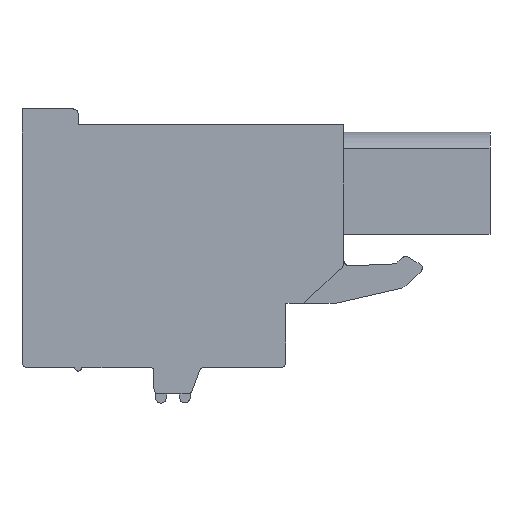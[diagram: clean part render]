
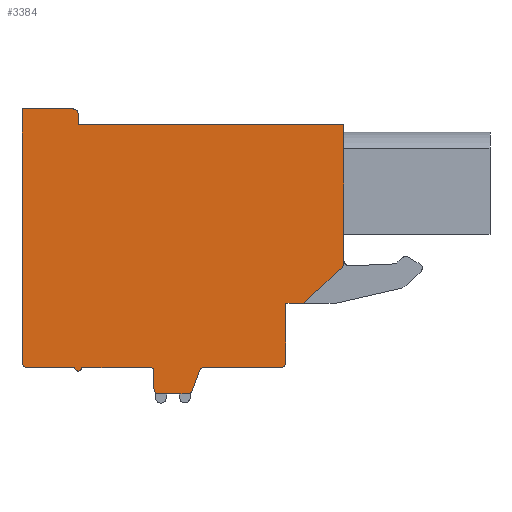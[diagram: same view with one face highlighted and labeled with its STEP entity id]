
A CAD part, left-side view. The second image highlights one B-rep face of the part: STEP entity #3384.
In plain terms, the highlighted planar face has unit normal (-1, 0, 0).
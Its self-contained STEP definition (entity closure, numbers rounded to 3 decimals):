
#188=DIRECTION('',(0.,0.,1.));
#189=VECTOR('',#188,7.87);
#190=CARTESIAN_POINT('',(-10.78,-5.66,-0.91));
#191=LINE('',#190,#189);
#988=CARTESIAN_POINT('',(-10.78,-5.36,-0.91));
#989=DIRECTION('',(1.,0.,0.));
#990=DIRECTION('',(0.,-1.,0.));
#991=AXIS2_PLACEMENT_3D('',#988,#989,#990);
#993=DIRECTION('',(0.,0.731,-0.683));
#994=VECTOR('',#993,3.018);
#995=CARTESIAN_POINT('',(-10.78,-5.565,-1.129));
#996=LINE('',#995,#994);
#997=DIRECTION('',(0.,1.,0.));
#998=VECTOR('',#997,1.);
#999=CARTESIAN_POINT('',(-10.78,-3.36,-3.19));
#1000=LINE('',#999,#998);
#1001=DIRECTION('',(0.,0.,-1.));
#1002=VECTOR('',#1001,3.35);
#1003=CARTESIAN_POINT('',(-10.78,-2.36,-3.19));
#1004=LINE('',#1003,#1002);
#1005=CARTESIAN_POINT('',(-10.78,-2.06,-6.54));
#1006=DIRECTION('',(1.,0.,0.));
#1007=DIRECTION('',(0.,-1.,0.));
#1008=AXIS2_PLACEMENT_3D('',#1005,#1006,#1007);
#1010=DIRECTION('',(0.,1.,0.));
#1011=VECTOR('',#1010,4.34);
#1012=CARTESIAN_POINT('',(-10.78,-2.06,-6.84));
#1013=LINE('',#1012,#1011);
#1014=CARTESIAN_POINT('',(-10.78,2.28,-7.14));
#1015=DIRECTION('',(-1.,0.,0.));
#1016=DIRECTION('',(0.,0.,1.));
#1017=AXIS2_PLACEMENT_3D('',#1014,#1015,#1016);
#1019=DIRECTION('',(0.,0.345,-0.939));
#1020=VECTOR('',#1019,1.179);
#1021=CARTESIAN_POINT('',(-10.78,2.562,-7.037));
#1022=LINE('',#1021,#1020);
#1023=CARTESIAN_POINT('',(-10.78,3.25,-8.04));
#1024=DIRECTION('',(1.,0.,0.));
#1025=DIRECTION('',(0.,-0.939,-0.345));
#1026=AXIS2_PLACEMENT_3D('',#1023,#1024,#1025);
#1028=DIRECTION('',(0.,1.,0.));
#1029=VECTOR('',#1028,1.59);
#1030=CARTESIAN_POINT('',(-10.78,3.25,-8.34));
#1031=LINE('',#1030,#1029);
#1032=CARTESIAN_POINT('',(-10.78,4.84,-8.04));
#1033=DIRECTION('',(1.,0.,0.));
#1034=DIRECTION('',(0.,0.,-1.));
#1035=AXIS2_PLACEMENT_3D('',#1032,#1033,#1034);
#1037=DIRECTION('',(0.,0.,1.));
#1038=VECTOR('',#1037,1.);
#1039=CARTESIAN_POINT('',(-10.78,5.14,-8.04));
#1040=LINE('',#1039,#1038);
#1041=CARTESIAN_POINT('',(-10.78,5.34,-7.04));
#1042=DIRECTION('',(-1.,0.,0.));
#1043=DIRECTION('',(0.,-1.,0.));
#1044=AXIS2_PLACEMENT_3D('',#1041,#1042,#1043);
#1046=DIRECTION('',(0.,1.,0.));
#1047=VECTOR('',#1046,3.9);
#1048=CARTESIAN_POINT('',(-10.78,5.34,-6.84));
#1049=LINE('',#1048,#1047);
#1050=CARTESIAN_POINT('',(-10.78,9.44,-6.84));
#1051=DIRECTION('',(1.,0.,0.));
#1052=DIRECTION('',(0.,-1.,0.));
#1053=AXIS2_PLACEMENT_3D('',#1050,#1051,#1052);
#1055=DIRECTION('',(0.,1.,0.));
#1056=VECTOR('',#1055,2.7);
#1057=CARTESIAN_POINT('',(-10.78,9.64,-6.84));
#1058=LINE('',#1057,#1056);
#1059=CARTESIAN_POINT('',(-10.78,12.34,-6.54));
#1060=DIRECTION('',(1.,0.,0.));
#1061=DIRECTION('',(0.,0.,-1.));
#1062=AXIS2_PLACEMENT_3D('',#1059,#1060,#1061);
#1064=DIRECTION('',(0.,0.,1.));
#1065=VECTOR('',#1064,14.4);
#1066=CARTESIAN_POINT('',(-10.78,12.64,-6.54));
#1067=LINE('',#1066,#1065);
#1068=DIRECTION('',(0.,-1.,0.));
#1069=VECTOR('',#1068,2.9);
#1070=CARTESIAN_POINT('',(-10.78,12.64,7.86));
#1071=LINE('',#1070,#1069);
#1072=CARTESIAN_POINT('',(-10.78,9.74,7.56));
#1073=DIRECTION('',(1.,0.,0.));
#1074=DIRECTION('',(0.,0.,1.));
#1075=AXIS2_PLACEMENT_3D('',#1072,#1073,#1074);
#1077=DIRECTION('',(0.,0.,-1.));
#1078=VECTOR('',#1077,0.6);
#1079=CARTESIAN_POINT('',(-10.78,9.44,7.56));
#1080=LINE('',#1079,#1078);
#1081=DIRECTION('',(0.,-1.,0.));
#1082=VECTOR('',#1081,15.1);
#1083=CARTESIAN_POINT('',(-10.78,9.44,6.96));
#1084=LINE('',#1083,#1082);
#1569=CARTESIAN_POINT('',(-10.78,9.44,6.96));
#1570=CARTESIAN_POINT('',(-10.78,-5.66,6.96));
#1571=VERTEX_POINT('',#1569);
#1572=VERTEX_POINT('',#1570);
#1573=CARTESIAN_POINT('',(-10.78,-5.66,-0.91));
#1574=CARTESIAN_POINT('',(-10.78,-5.565,-1.129));
#1575=VERTEX_POINT('',#1573);
#1576=VERTEX_POINT('',#1574);
#1577=CARTESIAN_POINT('',(-10.78,-3.36,-3.19));
#1578=VERTEX_POINT('',#1577);
#1579=CARTESIAN_POINT('',(-10.78,-2.36,-3.19));
#1580=VERTEX_POINT('',#1579);
#1581=CARTESIAN_POINT('',(-10.78,-2.36,-6.54));
#1582=VERTEX_POINT('',#1581);
#1583=CARTESIAN_POINT('',(-10.78,-2.06,-6.84));
#1584=VERTEX_POINT('',#1583);
#1585=CARTESIAN_POINT('',(-10.78,2.28,-6.84));
#1586=VERTEX_POINT('',#1585);
#1587=CARTESIAN_POINT('',(-10.78,2.562,-7.037));
#1588=VERTEX_POINT('',#1587);
#1589=CARTESIAN_POINT('',(-10.78,2.968,-8.143));
#1590=VERTEX_POINT('',#1589);
#1591=CARTESIAN_POINT('',(-10.78,3.25,-8.34));
#1592=VERTEX_POINT('',#1591);
#1593=CARTESIAN_POINT('',(-10.78,4.84,-8.34));
#1594=VERTEX_POINT('',#1593);
#1595=CARTESIAN_POINT('',(-10.78,5.14,-8.04));
#1596=VERTEX_POINT('',#1595);
#1597=CARTESIAN_POINT('',(-10.78,5.14,-7.04));
#1598=VERTEX_POINT('',#1597);
#1599=CARTESIAN_POINT('',(-10.78,5.34,-6.84));
#1600=VERTEX_POINT('',#1599);
#1601=CARTESIAN_POINT('',(-10.78,9.24,-6.84));
#1602=VERTEX_POINT('',#1601);
#1603=CARTESIAN_POINT('',(-10.78,9.64,-6.84));
#1604=VERTEX_POINT('',#1603);
#1605=CARTESIAN_POINT('',(-10.78,12.34,-6.84));
#1606=VERTEX_POINT('',#1605);
#1607=CARTESIAN_POINT('',(-10.78,12.64,-6.54));
#1608=VERTEX_POINT('',#1607);
#1609=CARTESIAN_POINT('',(-10.78,12.64,7.86));
#1610=VERTEX_POINT('',#1609);
#1611=CARTESIAN_POINT('',(-10.78,9.74,7.86));
#1612=VERTEX_POINT('',#1611);
#1613=CARTESIAN_POINT('',(-10.78,9.44,7.56));
#1614=VERTEX_POINT('',#1613);
#3346=CARTESIAN_POINT('',(-10.78,0.,0.));
#3347=DIRECTION('',(1.,0.,0.));
#3348=DIRECTION('',(0.,-1.,0.));
#3349=AXIS2_PLACEMENT_3D('',#3346,#3347,#3348);
#3350=PLANE('',#3349);
#3351=ORIENTED_EDGE('',*,*,#2062,.F.);
#3352=ORIENTED_EDGE('',*,*,#2683,.T.);
#3353=ORIENTED_EDGE('',*,*,#2710,.T.);
#3354=ORIENTED_EDGE('',*,*,#2743,.T.);
#3355=ORIENTED_EDGE('',*,*,#2872,.T.);
#3356=ORIENTED_EDGE('',*,*,#2886,.T.);
#3357=ORIENTED_EDGE('',*,*,#2903,.T.);
#3358=ORIENTED_EDGE('',*,*,#3080,.T.);
#3359=ORIENTED_EDGE('',*,*,#3123,.T.);
#3360=ORIENTED_EDGE('',*,*,#3166,.T.);
#3361=ORIENTED_EDGE('',*,*,#3209,.T.);
#3362=ORIENTED_EDGE('',*,*,#3252,.T.);
#3363=ORIENTED_EDGE('',*,*,#3292,.T.);
#3364=ORIENTED_EDGE('',*,*,#3014,.T.);
#3365=ORIENTED_EDGE('',*,*,#2916,.T.);
#3367=ORIENTED_EDGE('',*,*,#3366,.T.);
#3369=ORIENTED_EDGE('',*,*,#3368,.T.);
#3371=ORIENTED_EDGE('',*,*,#3370,.T.);
#3373=ORIENTED_EDGE('',*,*,#3372,.T.);
#3375=ORIENTED_EDGE('',*,*,#3374,.T.);
#3377=ORIENTED_EDGE('',*,*,#3376,.T.);
#3379=ORIENTED_EDGE('',*,*,#3378,.T.);
#3381=ORIENTED_EDGE('',*,*,#3380,.T.);
#3382=EDGE_LOOP('',(#3351,#3352,#3353,#3354,#3355,#3356,#3357,#3358,#3359,#3360,
#3361,#3362,#3363,#3364,#3365,#3367,#3369,#3371,#3373,#3375,#3377,#3379,#3381));
#3383=FACE_OUTER_BOUND('',#3382,.F.);
#3384=ADVANCED_FACE('',(#3383),#3350,.F.);
#992=CIRCLE('',#991,0.3);
#1009=CIRCLE('',#1008,0.3);
#1018=CIRCLE('',#1017,0.3);
#1027=CIRCLE('',#1026,0.3);
#1036=CIRCLE('',#1035,0.3);
#1045=CIRCLE('',#1044,0.2);
#1054=CIRCLE('',#1053,0.2);
#1063=CIRCLE('',#1062,0.3);
#1076=CIRCLE('',#1075,0.3);
#2062=EDGE_CURVE('',#1575,#1572,#191,.T.);
#2683=EDGE_CURVE('',#1575,#1576,#992,.T.);
#2710=EDGE_CURVE('',#1576,#1578,#996,.T.);
#2743=EDGE_CURVE('',#1578,#1580,#1000,.T.);
#2872=EDGE_CURVE('',#1580,#1582,#1004,.T.);
#2886=EDGE_CURVE('',#1582,#1584,#1009,.T.);
#2903=EDGE_CURVE('',#1584,#1586,#1013,.T.);
#2916=EDGE_CURVE('',#1600,#1602,#1049,.T.);
#3014=EDGE_CURVE('',#1598,#1600,#1045,.T.);
#3080=EDGE_CURVE('',#1586,#1588,#1018,.T.);
#3123=EDGE_CURVE('',#1588,#1590,#1022,.T.);
#3166=EDGE_CURVE('',#1590,#1592,#1027,.T.);
#3209=EDGE_CURVE('',#1592,#1594,#1031,.T.);
#3252=EDGE_CURVE('',#1594,#1596,#1036,.T.);
#3292=EDGE_CURVE('',#1596,#1598,#1040,.T.);
#3366=EDGE_CURVE('',#1602,#1604,#1054,.T.);
#3368=EDGE_CURVE('',#1604,#1606,#1058,.T.);
#3370=EDGE_CURVE('',#1606,#1608,#1063,.T.);
#3372=EDGE_CURVE('',#1608,#1610,#1067,.T.);
#3374=EDGE_CURVE('',#1610,#1612,#1071,.T.);
#3376=EDGE_CURVE('',#1612,#1614,#1076,.T.);
#3378=EDGE_CURVE('',#1614,#1571,#1080,.T.);
#3380=EDGE_CURVE('',#1571,#1572,#1084,.T.);
